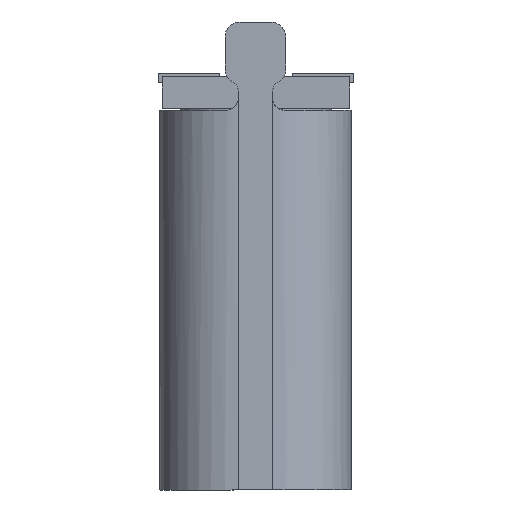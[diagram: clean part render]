
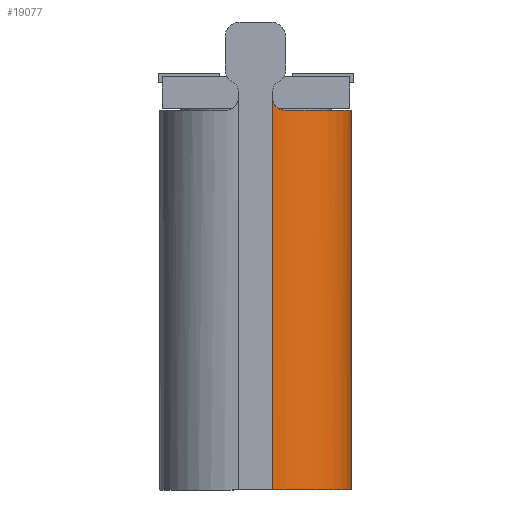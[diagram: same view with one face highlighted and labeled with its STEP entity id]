
A CAD part, front view. The second image highlights one B-rep face of the part: STEP entity #19077.
In plain terms, the highlighted cylindrical face has radius 1.3 mm (diameter 2.6 mm), a partial arc.
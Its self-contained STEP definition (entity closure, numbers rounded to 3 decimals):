
#525 = CARTESIAN_POINT ( 'NONE',  ( 4.254, 4.9, 9.367 ) ) ;
#1304 = ORIENTED_EDGE ( 'NONE', *, *, #33217, .T. ) ;
#2432 = ORIENTED_EDGE ( 'NONE', *, *, #19259, .F. ) ;
#2617 = CARTESIAN_POINT ( 'NONE',  ( 4.254, 3.6, 10.092 ) ) ;
#3469 = B_SPLINE_CURVE_WITH_KNOTS ( 'NONE', 3,
 ( #14059, #36082, #30738, #16626, #25232, #8011 ),
 .UNSPECIFIED., .F., .F.,
 ( 4, 2, 4 ),
 ( 0., 0., 0. ),
 .UNSPECIFIED. ) ;
#3753 = CARTESIAN_POINT ( 'NONE',  ( 5.554, 4.9, 10.392 ) ) ;
#3873 = CARTESIAN_POINT ( 'NONE',  ( 4.254, 3.6, 3.117 ) ) ;
#4874 = VERTEX_POINT ( 'NONE', #19109 ) ;
#4973 = ORIENTED_EDGE ( 'NONE', *, *, #5696, .F. ) ;
#5696 = EDGE_CURVE ( 'NONE', #22312, #27473, #27837, .T. ) ;
#6487 = EDGE_CURVE ( 'NONE', #23798, #35140, #33457, .T. ) ;
#7464 = CARTESIAN_POINT ( 'NONE',  ( 4.254, 4.9, 3.117 ) ) ;
#7637 = DIRECTION ( 'NONE',  ( 0., 0., -1. ) ) ;
#8011 = CARTESIAN_POINT ( 'NONE',  ( 4.254, 3.6, 9.567 ) ) ;
#8017 = DIRECTION ( 'NONE',  ( -1., 0., 0. ) ) ;
#9981 = DIRECTION ( 'NONE',  ( 0., 0., -1. ) ) ;
#10256 = AXIS2_PLACEMENT_3D ( 'NONE', #7464, #7637, #8017 ) ;
#11887 = DIRECTION ( 'NONE',  ( 0., 0., 1. ) ) ;
#12078 = CARTESIAN_POINT ( 'NONE',  ( 4.454, 3.615, 9.367 ) ) ;
#12299 = CARTESIAN_POINT ( 'NONE',  ( 5.554, 4.9, 3.117 ) ) ;
#13560 = AXIS2_PLACEMENT_3D ( 'NONE', #525, #11887, #23084 ) ;
#14059 = CARTESIAN_POINT ( 'NONE',  ( 4.454, 3.615, 9.367 ) ) ;
#16626 = CARTESIAN_POINT ( 'NONE',  ( 4.276, 3.599, 9.462 ) ) ;
#18591 = EDGE_CURVE ( 'NONE', #4874, #27473, #19853, .T. ) ;
#18628 = CARTESIAN_POINT ( 'NONE',  ( 5.554, 4.9, 9.367 ) ) ;
#19077 = ADVANCED_FACE ( 'NONE', ( #28004 ), #25414, .T. ) ;
#19109 = CARTESIAN_POINT ( 'NONE',  ( 4.254, 3.6, 9.567 ) ) ;
#19259 = EDGE_CURVE ( 'NONE', #35140, #22312, #32003, .T. ) ;
#19853 = LINE ( 'NONE', #2617, #25577 ) ;
#19915 = CARTESIAN_POINT ( 'NONE',  ( 4.254, 4.9, 10.092 ) ) ;
#22312 = VERTEX_POINT ( 'NONE', #12299 ) ;
#22625 = DIRECTION ( 'NONE',  ( 0., 0., -1. ) ) ;
#22943 = ORIENTED_EDGE ( 'NONE', *, *, #18591, .T. ) ;
#23084 = DIRECTION ( 'NONE',  ( 0., -1., 0. ) ) ;
#23798 = VERTEX_POINT ( 'NONE', #12078 ) ;
#25232 = CARTESIAN_POINT ( 'NONE',  ( 4.254, 3.6, 9.514 ) ) ;
#25240 = DIRECTION ( 'NONE',  ( 0., 0., -1. ) ) ;
#25414 = CYLINDRICAL_SURFACE ( 'NONE', #30868, 1.3 ) ;
#25577 = VECTOR ( 'NONE', #22625, 1000. ) ;
#27473 = VERTEX_POINT ( 'NONE', #3873 ) ;
#27837 = CIRCLE ( 'NONE', #10256, 1.3 ) ;
#27941 = VECTOR ( 'NONE', #9981, 1000. ) ;
#28004 = FACE_OUTER_BOUND ( 'NONE', #30681, .T. ) ;
#30681 = EDGE_LOOP ( 'NONE', ( #22943, #4973, #2432, #36126, #1304 ) ) ;
#30738 = CARTESIAN_POINT ( 'NONE',  ( 4.35, 3.603, 9.389 ) ) ;
#30868 = AXIS2_PLACEMENT_3D ( 'NONE', #19915, #25240, #30928 ) ;
#30928 = DIRECTION ( 'NONE',  ( 0., 1., 0. ) ) ;
#32003 = LINE ( 'NONE', #3753, #27941 ) ;
#33217 = EDGE_CURVE ( 'NONE', #23798, #4874, #3469, .T. ) ;
#33457 = CIRCLE ( 'NONE', #13560, 1.3 ) ;
#35140 = VERTEX_POINT ( 'NONE', #18628 ) ;
#36082 = CARTESIAN_POINT ( 'NONE',  ( 4.402, 3.607, 9.367 ) ) ;
#36126 = ORIENTED_EDGE ( 'NONE', *, *, #6487, .F. ) ;
